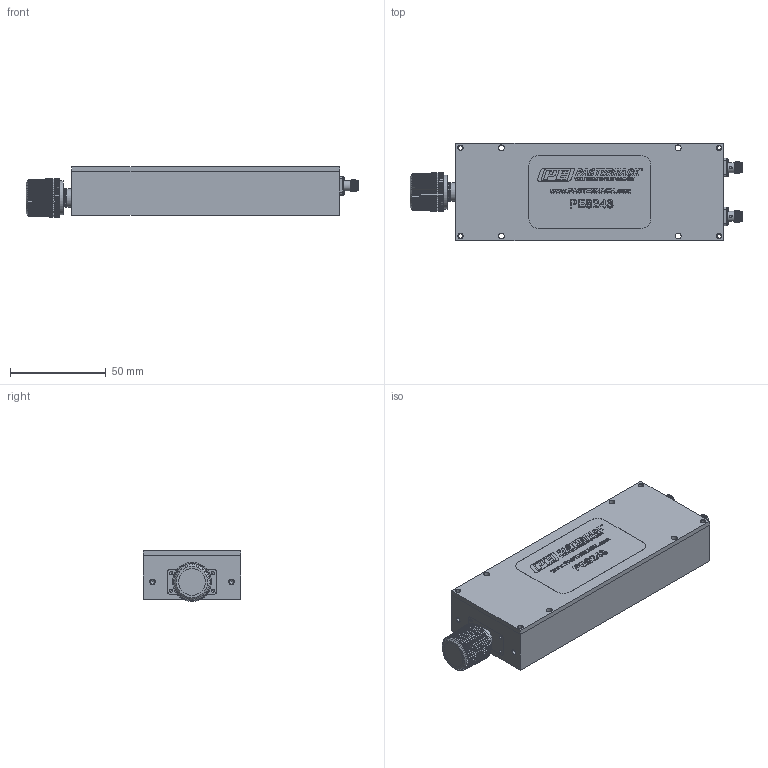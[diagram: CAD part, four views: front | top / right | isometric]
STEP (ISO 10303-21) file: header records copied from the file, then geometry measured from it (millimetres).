
FILE_DESCRIPTION (( 'STEP AP203' ), '1' );
FILE_NAME ('PE8243_3D.step', '2021-02-22T21:39:20', ( '' ), ( '' ), 'SwSTEP 2.0', 'SolidWorks 2018', '' );
FILE_SCHEMA (( 'CONFIG_CONTROL_DESIGN' ));
Products named in the file (1): PE8243_3D
Bounding box: 173.1 x 50.8 x 26.43 mm (x, y, z)
Volume: 185058.8 mm3; surface area: 30279.9 mm2
Topology: 1 solids, 9 shells, 1466 faces, 3946 edges, 2624 vertices
Faces by surface type: plane 834, bspline 387, cylinder 144, cone 99, torus 2
Full cylindrical faces by diameter (mm): 0.829 x1, 0.85 x1, 0.914 x2, 1.092 x8, 1.168 x2, 1.27 x1, 1.702 x4, 2.261 x6, 2.591 x8, 2.845 x10, 3.048 x4, 4.521 x2, 5.08 x2, 5.334 x4, 9.576 x1, 13.876 x1, 17.716 x1
Entity records: 64881 total; most frequent: CARTESIAN_POINT 31647, ORIENTED_EDGE 7660, DIRECTION 5239, EDGE_CURVE 3830, VERTEX_POINT 2589, LINE 2189, VECTOR 2189, EDGE_LOOP 1689
